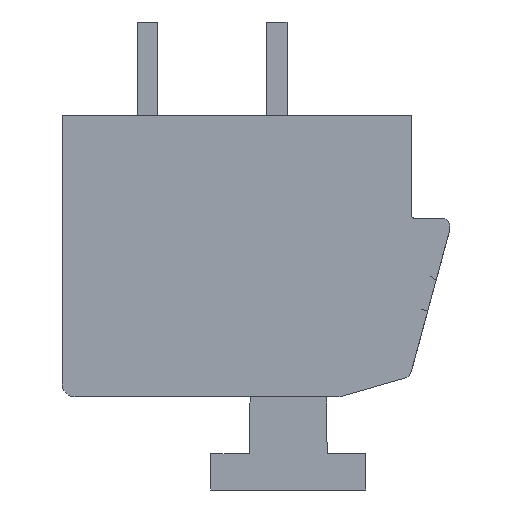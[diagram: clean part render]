
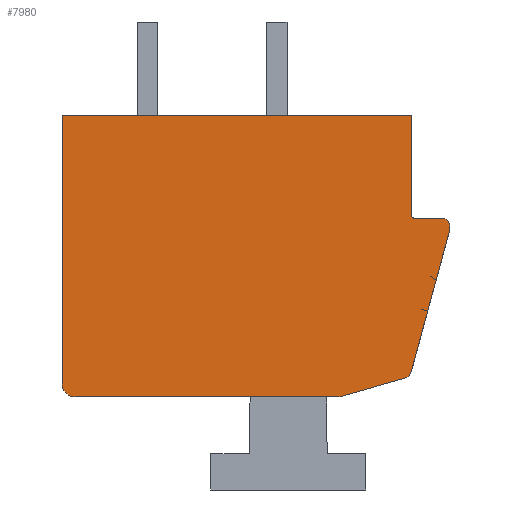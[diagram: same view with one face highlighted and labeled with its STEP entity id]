
A CAD part, front view. The second image highlights one B-rep face of the part: STEP entity #7980.
In plain terms, the highlighted planar face has unit normal (0, -1, 0).
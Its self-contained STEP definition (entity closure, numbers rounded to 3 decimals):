
#1=CARTESIAN_POINT('',(7.2,-63.75,1.15));
#2=DIRECTION('',(0.,-1.,0.));
#3=DIRECTION('',(1.,0.,0.));
#4=AXIS2_PLACEMENT_3D('',#1,#2,#3);
#6=DIRECTION('',(0.,0.,-1.));
#7=VECTOR('',#6,0.119);
#8=CARTESIAN_POINT('',(7.5,-63.75,1.15));
#9=LINE('',#8,#7);
#10=DIRECTION('',(0.262,0.,0.965));
#11=VECTOR('',#10,5.739);
#12=CARTESIAN_POINT('',(5.994,-63.75,-4.507));
#13=LINE('',#12,#11);
#14=CARTESIAN_POINT('',(5.705,-63.75,-4.428));
#15=DIRECTION('',(0.,-1.,0.));
#16=DIRECTION('',(0.274,0.,-0.962));
#17=AXIS2_PLACEMENT_3D('',#14,#15,#16);
#19=DIRECTION('',(0.962,0.,0.274));
#20=VECTOR('',#19,2.679);
#21=CARTESIAN_POINT('',(3.21,-63.75,-5.45));
#22=LINE('',#21,#20);
#23=DIRECTION('',(-1.,0.,0.));
#24=VECTOR('',#23,10.21);
#25=CARTESIAN_POINT('',(3.21,-63.75,-5.45));
#26=LINE('',#25,#24);
#27=CARTESIAN_POINT('',(-7.,-63.75,-4.95));
#28=DIRECTION('',(0.,-1.,0.));
#29=DIRECTION('',(-1.,0.,0.));
#30=AXIS2_PLACEMENT_3D('',#27,#28,#29);
#32=DIRECTION('',(0.,0.,1.));
#33=VECTOR('',#32,10.4);
#34=CARTESIAN_POINT('',(-7.5,-63.75,-4.95));
#35=LINE('',#34,#33);
#36=DIRECTION('',(1.,0.,0.));
#37=VECTOR('',#36,13.5);
#38=CARTESIAN_POINT('',(-7.5,-63.75,5.45));
#39=LINE('',#38,#37);
#40=DIRECTION('',(0.,0.,-1.));
#41=VECTOR('',#40,3.85);
#42=CARTESIAN_POINT('',(6.,-63.75,5.45));
#43=LINE('',#42,#41);
#44=DIRECTION('',(1.,0.,0.));
#45=VECTOR('',#44,1.05);
#46=CARTESIAN_POINT('',(6.15,-63.75,1.45));
#47=LINE('',#46,#45);
#60=CARTESIAN_POINT('',(6.15,-63.75,1.6));
#61=DIRECTION('',(0.,1.,0.));
#62=DIRECTION('',(0.,0.,-1.));
#63=AXIS2_PLACEMENT_3D('',#60,#61,#62);
#6367=CARTESIAN_POINT('',(-7.5,-63.75,5.45));
#6368=CARTESIAN_POINT('',(6.,-63.75,5.45));
#6369=VERTEX_POINT('',#6367);
#6370=VERTEX_POINT('',#6368);
#6371=CARTESIAN_POINT('',(6.,-63.75,1.6));
#6372=VERTEX_POINT('',#6371);
#6373=CARTESIAN_POINT('',(6.15,-63.75,1.45));
#6374=VERTEX_POINT('',#6373);
#6375=CARTESIAN_POINT('',(7.5,-63.75,1.15));
#6376=CARTESIAN_POINT('',(7.2,-63.75,1.45));
#6377=VERTEX_POINT('',#6375);
#6378=VERTEX_POINT('',#6376);
#6379=CARTESIAN_POINT('',(5.787,-63.75,-4.716));
#6380=CARTESIAN_POINT('',(5.994,-63.75,-4.507));
#6381=VERTEX_POINT('',#6379);
#6382=VERTEX_POINT('',#6380);
#6383=CARTESIAN_POINT('',(-7.5,-63.75,-4.95));
#6384=CARTESIAN_POINT('',(-7.,-63.75,-5.45));
#6385=VERTEX_POINT('',#6383);
#6386=VERTEX_POINT('',#6384);
#6387=CARTESIAN_POINT('',(3.21,-63.75,-5.45));
#6388=VERTEX_POINT('',#6387);
#6389=CARTESIAN_POINT('',(7.5,-63.75,1.031));
#6390=VERTEX_POINT('',#6389);
#7949=CARTESIAN_POINT('',(0.,-63.75,0.));
#7950=DIRECTION('',(0.,1.,0.));
#7951=DIRECTION('',(1.,0.,0.));
#7952=AXIS2_PLACEMENT_3D('',#7949,#7950,#7951);
#7953=PLANE('',#7952);
#7955=ORIENTED_EDGE('',*,*,#7954,.F.);
#7957=ORIENTED_EDGE('',*,*,#7956,.T.);
#7959=ORIENTED_EDGE('',*,*,#7958,.F.);
#7961=ORIENTED_EDGE('',*,*,#7960,.F.);
#7963=ORIENTED_EDGE('',*,*,#7962,.F.);
#7965=ORIENTED_EDGE('',*,*,#7964,.T.);
#7967=ORIENTED_EDGE('',*,*,#7966,.F.);
#7969=ORIENTED_EDGE('',*,*,#7968,.T.);
#7971=ORIENTED_EDGE('',*,*,#7970,.T.);
#7973=ORIENTED_EDGE('',*,*,#7972,.T.);
#7975=ORIENTED_EDGE('',*,*,#7974,.F.);
#7977=ORIENTED_EDGE('',*,*,#7976,.T.);
#7978=EDGE_LOOP('',(#7955,#7957,#7959,#7961,#7963,#7965,#7967,#7969,#7971,#7973,
#7975,#7977));
#7979=FACE_OUTER_BOUND('',#7978,.F.);
#7980=ADVANCED_FACE('',(#7979),#7953,.F.);
#5=CIRCLE('',#4,0.3);
#18=CIRCLE('',#17,0.3);
#31=CIRCLE('',#30,0.5);
#64=CIRCLE('',#63,0.15);
#7954=EDGE_CURVE('',#6377,#6378,#5,.T.);
#7956=EDGE_CURVE('',#6377,#6390,#9,.T.);
#7958=EDGE_CURVE('',#6382,#6390,#13,.T.);
#7960=EDGE_CURVE('',#6381,#6382,#18,.T.);
#7962=EDGE_CURVE('',#6388,#6381,#22,.T.);
#7964=EDGE_CURVE('',#6388,#6386,#26,.T.);
#7966=EDGE_CURVE('',#6385,#6386,#31,.T.);
#7968=EDGE_CURVE('',#6385,#6369,#35,.T.);
#7970=EDGE_CURVE('',#6369,#6370,#39,.T.);
#7972=EDGE_CURVE('',#6370,#6372,#43,.T.);
#7974=EDGE_CURVE('',#6374,#6372,#64,.T.);
#7976=EDGE_CURVE('',#6374,#6378,#47,.T.);
